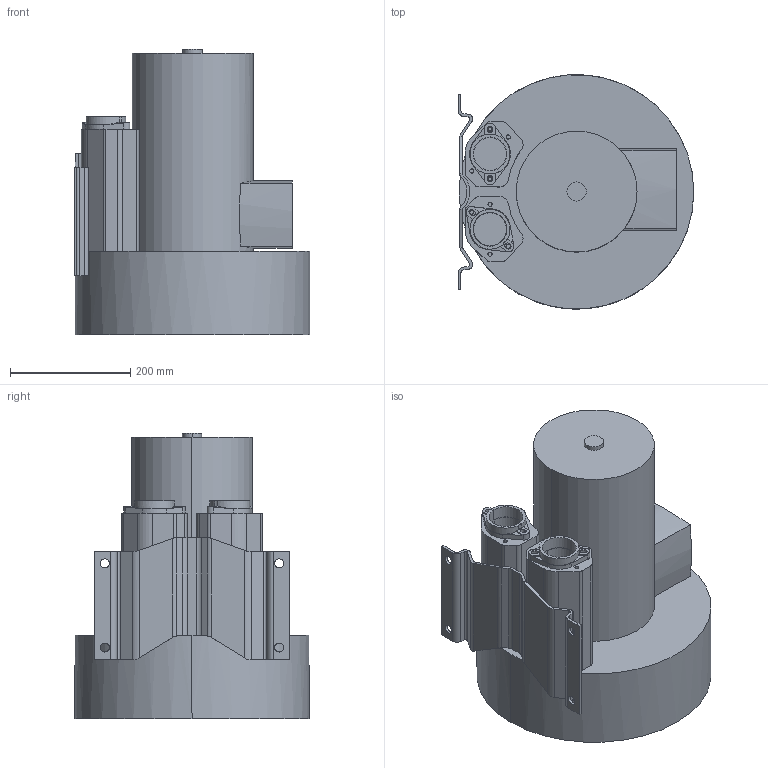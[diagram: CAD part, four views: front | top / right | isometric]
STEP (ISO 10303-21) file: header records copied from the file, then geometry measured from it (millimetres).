
FILE_DESCRIPTION((''),'2;1');
FILE_NAME('2RB730-1AQ26','2024-12-19T',('Administrator'),(''),'PRO/ENGINEER BY PARAMETRIC TECHNOLOGY CORPORATION, 2007090','PRO/ENGINEER BY PARAMETRIC TECHNOLOGY CORPORATION, 2007090','');
FILE_SCHEMA(('AUTOMOTIVE_DESIGN_CC2 { 1 2 10303 214 -1 1 5 2 }'));
Length unit declared in the file: millimetre
Products named in the file (1): 2RB730-1AQ26
Bounding box: 392 x 390 x 475.2 mm (x, y, z)
Volume: 31562004.5 mm3; surface area: 958834 mm2
Topology: 3 solids, 3 shells, 214 faces, 683 edges, 490 vertices
Faces by surface type: plane 106, cylinder 104, extrusion 4
Entity records: 8062 total; most frequent: CARTESIAN_POINT 1629, DIRECTION 1391, ORIENTED_EDGE 1366, EDGE_CURVE 683, AXIS2_PLACEMENT_3D 533, VERTEX_POINT 490, VECTOR 325, LINE 321
